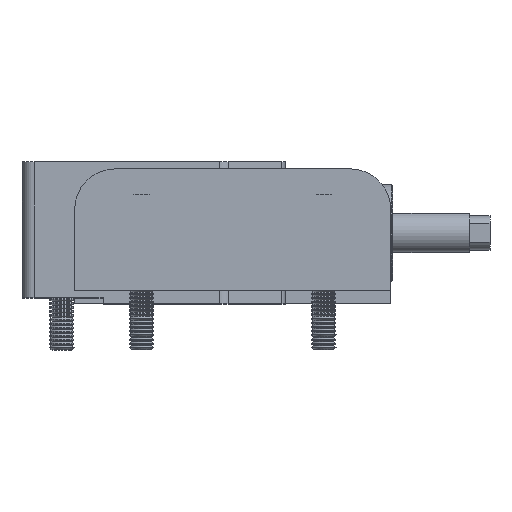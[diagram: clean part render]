
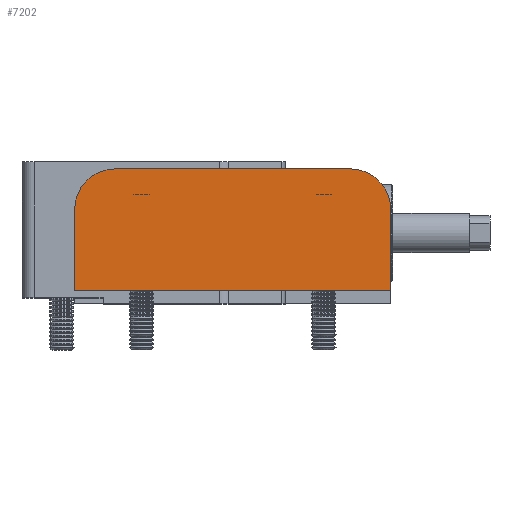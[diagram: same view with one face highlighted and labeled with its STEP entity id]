
A CAD part, top view. The second image highlights one B-rep face of the part: STEP entity #7202.
In plain terms, the highlighted planar face has unit normal (0, 0, 1).
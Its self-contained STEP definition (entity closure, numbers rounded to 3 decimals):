
#24 = VERTEX_POINT ( 'NONE', #9225 ) ;
#198 = DIRECTION ( 'NONE',  ( 0., 0., 1. ) ) ;
#293 = DIRECTION ( 'NONE',  ( -1., 0., 0. ) ) ;
#374 = CARTESIAN_POINT ( 'NONE',  ( 39., 5., 35. ) ) ;
#506 = CARTESIAN_POINT ( 'NONE',  ( -29., 15., 35. ) ) ;
#608 = CARTESIAN_POINT ( 'NONE',  ( 29., 15., 35. ) ) ;
#1095 = VECTOR ( 'NONE', #1946, 1000. ) ;
#1282 = LINE ( 'NONE', #8228, #8700 ) ;
#1946 = DIRECTION ( 'NONE',  ( -1., 0., 0. ) ) ;
#2025 = EDGE_CURVE ( 'NONE', #2209, #8611, #5071, .T. ) ;
#2209 = VERTEX_POINT ( 'NONE', #608 ) ;
#2331 = VERTEX_POINT ( 'NONE', #5612 ) ;
#2348 = LINE ( 'NONE', #8690, #7320 ) ;
#2847 = CIRCLE ( 'NONE', #9492, 10. ) ;
#2876 = AXIS2_PLACEMENT_3D ( 'NONE', #8768, #198, #3213 ) ;
#3213 = DIRECTION ( 'NONE',  ( -1., 0., 0. ) ) ;
#3502 = PLANE ( 'NONE',  #9178 ) ;
#3564 = DIRECTION ( 'NONE',  ( 1., 0., 0. ) ) ;
#3613 = CARTESIAN_POINT ( 'NONE',  ( -39., -15., 35. ) ) ;
#3683 = ORIENTED_EDGE ( 'NONE', *, *, #6267, .T. ) ;
#3689 = DIRECTION ( 'NONE',  ( -1., 0., 0. ) ) ;
#4097 = EDGE_CURVE ( 'NONE', #4127, #2331, #1282, .T. ) ;
#4127 = VERTEX_POINT ( 'NONE', #3613 ) ;
#4235 = CARTESIAN_POINT ( 'NONE',  ( -39., -15., 35. ) ) ;
#4489 = ORIENTED_EDGE ( 'NONE', *, *, #9655, .T. ) ;
#4586 = DIRECTION ( 'NONE',  ( 0., 1., 0. ) ) ;
#5071 = LINE ( 'NONE', #5924, #1095 ) ;
#5412 = ORIENTED_EDGE ( 'NONE', *, *, #4097, .T. ) ;
#5612 = CARTESIAN_POINT ( 'NONE',  ( 39., -15., 35. ) ) ;
#5669 = DIRECTION ( 'NONE',  ( 0., -1., 0. ) ) ;
#5880 = FACE_OUTER_BOUND ( 'NONE', #9097, .T. ) ;
#5924 = CARTESIAN_POINT ( 'NONE',  ( -39., 15., 35. ) ) ;
#6232 = ORIENTED_EDGE ( 'NONE', *, *, #7267, .T. ) ;
#6267 = EDGE_CURVE ( 'NONE', #2331, #9229, #2348, .T. ) ;
#6555 = CARTESIAN_POINT ( 'NONE',  ( 0., 0., 35. ) ) ;
#6908 = ORIENTED_EDGE ( 'NONE', *, *, #9234, .T. ) ;
#7202 = ADVANCED_FACE ( 'NONE', ( #5880 ), #3502, .F. ) ;
#7267 = EDGE_CURVE ( 'NONE', #9229, #2209, #7321, .T. ) ;
#7320 = VECTOR ( 'NONE', #4586, 1000. ) ;
#7321 = CIRCLE ( 'NONE', #2876, 10. ) ;
#8065 = LINE ( 'NONE', #4235, #8802 ) ;
#8072 = DIRECTION ( 'NONE',  ( 0., 0., -1. ) ) ;
#8228 = CARTESIAN_POINT ( 'NONE',  ( -39., -15., 35. ) ) ;
#8411 = CARTESIAN_POINT ( 'NONE',  ( -29., 5., 35. ) ) ;
#8438 = ORIENTED_EDGE ( 'NONE', *, *, #2025, .T. ) ;
#8611 = VERTEX_POINT ( 'NONE', #506 ) ;
#8690 = CARTESIAN_POINT ( 'NONE',  ( 39., -15., 35. ) ) ;
#8700 = VECTOR ( 'NONE', #3564, 1000. ) ;
#8768 = CARTESIAN_POINT ( 'NONE',  ( 29., 5., 35. ) ) ;
#8802 = VECTOR ( 'NONE', #5669, 1000. ) ;
#9097 = EDGE_LOOP ( 'NONE', ( #8438, #6908, #4489, #5412, #3683, #6232 ) ) ;
#9102 = DIRECTION ( 'NONE',  ( 0., 0., 1. ) ) ;
#9178 = AXIS2_PLACEMENT_3D ( 'NONE', #6555, #8072, #293 ) ;
#9225 = CARTESIAN_POINT ( 'NONE',  ( -39., 5., 35. ) ) ;
#9229 = VERTEX_POINT ( 'NONE', #374 ) ;
#9234 = EDGE_CURVE ( 'NONE', #8611, #24, #2847, .T. ) ;
#9492 = AXIS2_PLACEMENT_3D ( 'NONE', #8411, #9102, #3689 ) ;
#9655 = EDGE_CURVE ( 'NONE', #24, #4127, #8065, .T. ) ;
